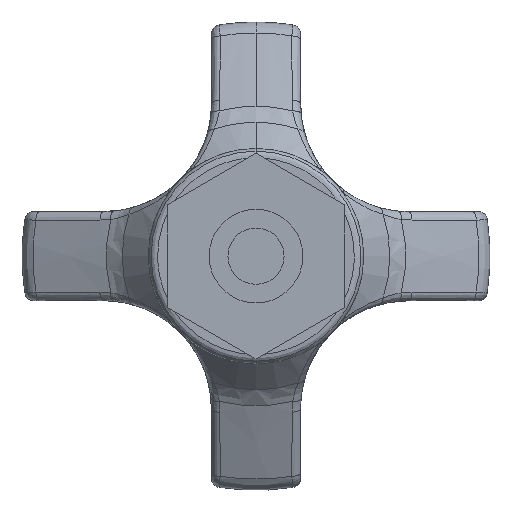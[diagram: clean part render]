
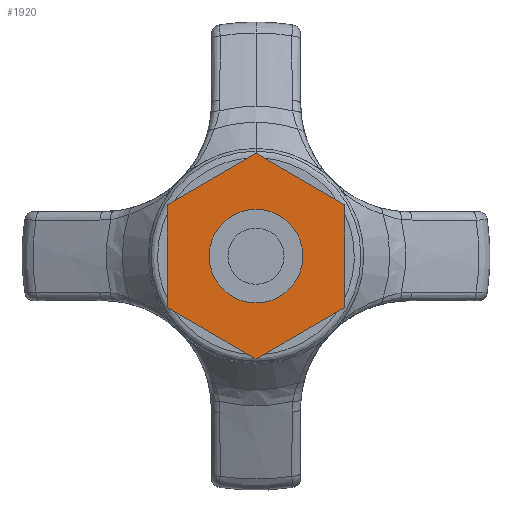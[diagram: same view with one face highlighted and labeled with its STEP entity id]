
A CAD part, front view. The second image highlights one B-rep face of the part: STEP entity #1920.
In plain terms, the highlighted planar face has unit normal (0, -1, 0).
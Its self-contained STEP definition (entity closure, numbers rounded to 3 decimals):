
#483 = AXIS2_PLACEMENT_3D ( 'NONE', #2468, #4344, #10835 ) ;
#944 = CIRCLE ( 'NONE', #483, 5. ) ;
#1229 = CARTESIAN_POINT ( 'NONE',  ( 0., -10., 5. ) ) ;
#1603 = VERTEX_POINT ( 'NONE', #9720 ) ;
#1920 = ADVANCED_FACE ( 'NONE', ( #8462, #7400 ), #12703, .F. ) ;
#2090 = EDGE_LOOP ( 'NONE', ( #2396, #6832, #5353, #9884, #4365, #8252 ) ) ;
#2269 = VECTOR ( 'NONE', #10907, 1000. ) ;
#2356 = ORIENTED_EDGE ( 'NONE', *, *, #11180, .F. ) ;
#2396 = ORIENTED_EDGE ( 'NONE', *, *, #12037, .F. ) ;
#2468 = CARTESIAN_POINT ( 'NONE',  ( 0., -10., 0. ) ) ;
#2483 = LINE ( 'NONE', #2612, #13421 ) ;
#2560 = VERTEX_POINT ( 'NONE', #8702 ) ;
#2612 = CARTESIAN_POINT ( 'NONE',  ( -9.69, -10., -5.375 ) ) ;
#2789 = VERTEX_POINT ( 'NONE', #10483 ) ;
#2856 = DIRECTION ( 'NONE',  ( 0.866, 0., -0.5 ) ) ;
#3112 = CARTESIAN_POINT ( 'NONE',  ( -9.5, -10., -5.485 ) ) ;
#3163 = CARTESIAN_POINT ( 'NONE',  ( 9.5, -10., -5.485 ) ) ;
#3905 = CARTESIAN_POINT ( 'NONE',  ( -0.19, -10., 11.079 ) ) ;
#4344 = DIRECTION ( 'NONE',  ( 0., -1., 0. ) ) ;
#4365 = ORIENTED_EDGE ( 'NONE', *, *, #4870, .F. ) ;
#4870 = EDGE_CURVE ( 'NONE', #2560, #9522, #2483, .T. ) ;
#4945 = CARTESIAN_POINT ( 'NONE',  ( 0., -10., 0. ) ) ;
#5145 = CARTESIAN_POINT ( 'NONE',  ( -9.5, -10., 5.485 ) ) ;
#5353 = ORIENTED_EDGE ( 'NONE', *, *, #12642, .F. ) ;
#5629 = VERTEX_POINT ( 'NONE', #6542 ) ;
#6025 = LINE ( 'NONE', #10280, #13397 ) ;
#6410 = VECTOR ( 'NONE', #8158, 1000. ) ;
#6434 = DIRECTION ( 'NONE',  ( 0., 0., 1. ) ) ;
#6542 = CARTESIAN_POINT ( 'NONE',  ( 0., -10., -5. ) ) ;
#6809 = DIRECTION ( 'NONE',  ( -0.866, 0., 0.5 ) ) ;
#6832 = ORIENTED_EDGE ( 'NONE', *, *, #11337, .F. ) ;
#7400 = FACE_OUTER_BOUND ( 'NONE', #2090, .T. ) ;
#7521 = AXIS2_PLACEMENT_3D ( 'NONE', #4945, #9015, #11221 ) ;
#7622 = CARTESIAN_POINT ( 'NONE',  ( -9.5, -10., 0. ) ) ;
#8158 = DIRECTION ( 'NONE',  ( 0., 0., -1. ) ) ;
#8201 = CIRCLE ( 'NONE', #7521, 5. ) ;
#8252 = ORIENTED_EDGE ( 'NONE', *, *, #12803, .F. ) ;
#8462 = FACE_BOUND ( 'NONE', #10922, .T. ) ;
#8662 = AXIS2_PLACEMENT_3D ( 'NONE', #11929, #8763, #8956 ) ;
#8702 = CARTESIAN_POINT ( 'NONE',  ( 0., -10., -10.97 ) ) ;
#8763 = DIRECTION ( 'NONE',  ( 0., 1., 0. ) ) ;
#8894 = VECTOR ( 'NONE', #2856, 1000. ) ;
#8956 = DIRECTION ( 'NONE',  ( 1., 0., 0. ) ) ;
#9004 = CARTESIAN_POINT ( 'NONE',  ( 9.5, -10., 0. ) ) ;
#9015 = DIRECTION ( 'NONE',  ( 0., -1., 0. ) ) ;
#9292 = LINE ( 'NONE', #9004, #6410 ) ;
#9384 = VERTEX_POINT ( 'NONE', #5145 ) ;
#9522 = VERTEX_POINT ( 'NONE', #3112 ) ;
#9720 = CARTESIAN_POINT ( 'NONE',  ( 0., -10., 10.97 ) ) ;
#9884 = ORIENTED_EDGE ( 'NONE', *, *, #13394, .F. ) ;
#10280 = CARTESIAN_POINT ( 'NONE',  ( -0.19, -10., -11.079 ) ) ;
#10438 = VERTEX_POINT ( 'NONE', #3163 ) ;
#10483 = CARTESIAN_POINT ( 'NONE',  ( 9.5, -10., 5.485 ) ) ;
#10703 = LINE ( 'NONE', #12933, #2269 ) ;
#10797 = VERTEX_POINT ( 'NONE', #1229 ) ;
#10835 = DIRECTION ( 'NONE',  ( 0., 0., -1. ) ) ;
#10907 = DIRECTION ( 'NONE',  ( 0.866, 0., 0.5 ) ) ;
#10922 = EDGE_LOOP ( 'NONE', ( #13336, #2356 ) ) ;
#11180 = EDGE_CURVE ( 'NONE', #10797, #5629, #8201, .T. ) ;
#11221 = DIRECTION ( 'NONE',  ( 0., 0., -1. ) ) ;
#11337 = EDGE_CURVE ( 'NONE', #1603, #2789, #13468, .T. ) ;
#11858 = LINE ( 'NONE', #7622, #13390 ) ;
#11929 = CARTESIAN_POINT ( 'NONE',  ( -9.88, -10., 11.408 ) ) ;
#12037 = EDGE_CURVE ( 'NONE', #2789, #10438, #9292, .T. ) ;
#12563 = EDGE_CURVE ( 'NONE', #5629, #10797, #944, .T. ) ;
#12642 = EDGE_CURVE ( 'NONE', #9384, #1603, #10703, .T. ) ;
#12703 = PLANE ( 'NONE',  #8662 ) ;
#12803 = EDGE_CURVE ( 'NONE', #10438, #2560, #6025, .T. ) ;
#12933 = CARTESIAN_POINT ( 'NONE',  ( -9.69, -10., 5.375 ) ) ;
#13336 = ORIENTED_EDGE ( 'NONE', *, *, #12563, .F. ) ;
#13390 = VECTOR ( 'NONE', #6434, 1000. ) ;
#13394 = EDGE_CURVE ( 'NONE', #9522, #9384, #11858, .T. ) ;
#13397 = VECTOR ( 'NONE', #13640, 1000. ) ;
#13421 = VECTOR ( 'NONE', #6809, 1000. ) ;
#13468 = LINE ( 'NONE', #3905, #8894 ) ;
#13640 = DIRECTION ( 'NONE',  ( -0.866, 0., -0.5 ) ) ;
